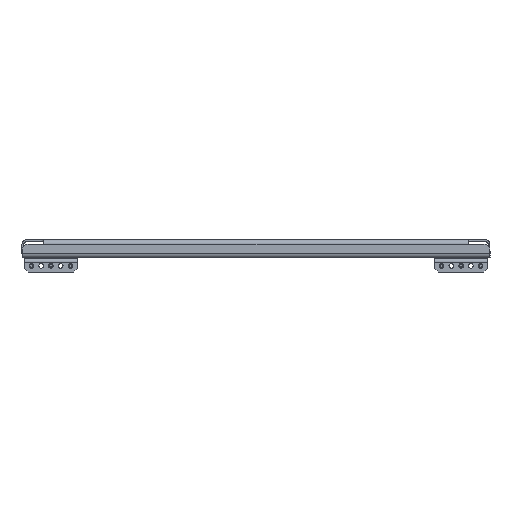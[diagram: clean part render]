
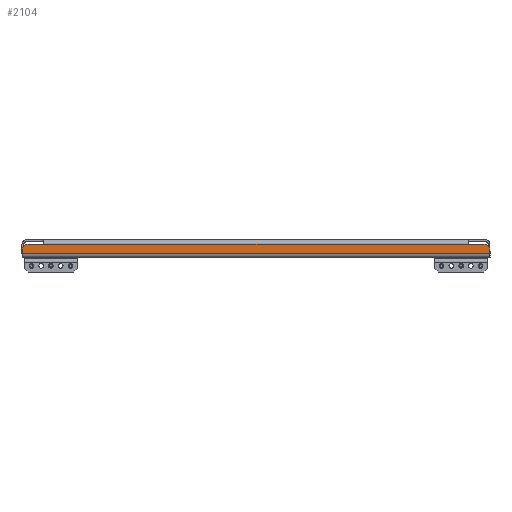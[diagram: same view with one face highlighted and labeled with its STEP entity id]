
A CAD part, left-side view. The second image highlights one B-rep face of the part: STEP entity #2104.
In plain terms, the highlighted planar face has unit normal (-1, 0, 0).
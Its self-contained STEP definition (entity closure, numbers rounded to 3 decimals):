
#189 = VERTEX_POINT ( 'NONE', #8633 ) ;
#239 = VECTOR ( 'NONE', #11385, 1000. ) ;
#579 = CARTESIAN_POINT ( 'NONE',  ( -349.5, 299.5, 0. ) ) ;
#660 = EDGE_CURVE ( 'NONE', #6847, #5326, #2340, .T. ) ;
#792 = EDGE_CURVE ( 'NONE', #8116, #5326, #2966, .T. ) ;
#948 = PLANE ( 'NONE',  #3798 ) ;
#1121 = CARTESIAN_POINT ( 'NONE',  ( -349.5, 271.5, -3. ) ) ;
#1294 = VECTOR ( 'NONE', #1991, 1000. ) ;
#1368 = VECTOR ( 'NONE', #10306, 1000. ) ;
#1456 = EDGE_LOOP ( 'NONE', ( #2842, #5228, #5861, #2148, #12828, #9009, #12936, #4943 ) ) ;
#1700 = VECTOR ( 'NONE', #3437, 1000. ) ;
#1954 = EDGE_CURVE ( 'NONE', #2246, #189, #5353, .T. ) ;
#1960 = VERTEX_POINT ( 'NONE', #11993 ) ;
#1991 = DIRECTION ( 'NONE',  ( 0., 0.707, -0.707 ) ) ;
#2104 = ADVANCED_FACE ( 'NONE', ( #9211 ), #948, .F. ) ;
#2148 = ORIENTED_EDGE ( 'NONE', *, *, #792, .T. ) ;
#2243 = CARTESIAN_POINT ( 'NONE',  ( -349.5, -299.5, -3. ) ) ;
#2246 = VERTEX_POINT ( 'NONE', #11744 ) ;
#2340 = LINE ( 'NONE', #2243, #1368 ) ;
#2842 = ORIENTED_EDGE ( 'NONE', *, *, #1954, .T. ) ;
#2966 = LINE ( 'NONE', #1121, #239 ) ;
#3437 = DIRECTION ( 'NONE',  ( 0., -1., 0. ) ) ;
#3595 = EDGE_CURVE ( 'NONE', #6847, #9033, #11232, .T. ) ;
#3605 = CARTESIAN_POINT ( 'NONE',  ( -349.5, -299.5, 0. ) ) ;
#3798 = AXIS2_PLACEMENT_3D ( 'NONE', #11300, #12287, #10361 ) ;
#4099 = EDGE_CURVE ( 'NONE', #9033, #1960, #9017, .T. ) ;
#4639 = CARTESIAN_POINT ( 'NONE',  ( -349.5, -299.5, -8. ) ) ;
#4943 = ORIENTED_EDGE ( 'NONE', *, *, #10106, .T. ) ;
#5228 = ORIENTED_EDGE ( 'NONE', *, *, #11847, .T. ) ;
#5326 = VERTEX_POINT ( 'NONE', #13247 ) ;
#5353 = LINE ( 'NONE', #3605, #5511 ) ;
#5511 = VECTOR ( 'NONE', #11852, 1000. ) ;
#5537 = VECTOR ( 'NONE', #11728, 1000. ) ;
#5816 = VECTOR ( 'NONE', #9714, 1000. ) ;
#5861 = ORIENTED_EDGE ( 'NONE', *, *, #10215, .F. ) ;
#6456 = CARTESIAN_POINT ( 'NONE',  ( -349.5, 299.5, -15. ) ) ;
#6680 = CARTESIAN_POINT ( 'NONE',  ( -349.5, -299.5, -3. ) ) ;
#6790 = LINE ( 'NONE', #4639, #5816 ) ;
#6847 = VERTEX_POINT ( 'NONE', #10481 ) ;
#6984 = CARTESIAN_POINT ( 'NONE',  ( -349.5, 299.5, -8. ) ) ;
#7139 = CARTESIAN_POINT ( 'NONE',  ( -349.5, 294.5, -3. ) ) ;
#8116 = VERTEX_POINT ( 'NONE', #8526 ) ;
#8526 = CARTESIAN_POINT ( 'NONE',  ( -349.5, -271.5, -3. ) ) ;
#8633 = CARTESIAN_POINT ( 'NONE',  ( -349.5, -299.5, -8. ) ) ;
#9009 = ORIENTED_EDGE ( 'NONE', *, *, #3595, .T. ) ;
#9017 = LINE ( 'NONE', #579, #11544 ) ;
#9033 = VERTEX_POINT ( 'NONE', #6984 ) ;
#9211 = FACE_OUTER_BOUND ( 'NONE', #1456, .T. ) ;
#9225 = VERTEX_POINT ( 'NONE', #9370 ) ;
#9370 = CARTESIAN_POINT ( 'NONE',  ( -349.5, -294.5, -3. ) ) ;
#9714 = DIRECTION ( 'NONE',  ( 0., 0.707, 0.707 ) ) ;
#10106 = EDGE_CURVE ( 'NONE', #1960, #2246, #10191, .T. ) ;
#10191 = LINE ( 'NONE', #6456, #1700 ) ;
#10215 = EDGE_CURVE ( 'NONE', #8116, #9225, #11635, .T. ) ;
#10306 = DIRECTION ( 'NONE',  ( 0., -1., 0. ) ) ;
#10361 = DIRECTION ( 'NONE',  ( 0., 0., -1. ) ) ;
#10481 = CARTESIAN_POINT ( 'NONE',  ( -349.5, 294.5, -3. ) ) ;
#10792 = DIRECTION ( 'NONE',  ( 0., 0., -1. ) ) ;
#11232 = LINE ( 'NONE', #7139, #1294 ) ;
#11300 = CARTESIAN_POINT ( 'NONE',  ( -349.5, 0., 0. ) ) ;
#11385 = DIRECTION ( 'NONE',  ( 0., 1., 0. ) ) ;
#11544 = VECTOR ( 'NONE', #10792, 1000. ) ;
#11635 = LINE ( 'NONE', #6680, #5537 ) ;
#11728 = DIRECTION ( 'NONE',  ( 0., -1., 0. ) ) ;
#11744 = CARTESIAN_POINT ( 'NONE',  ( -349.5, -299.5, -15. ) ) ;
#11847 = EDGE_CURVE ( 'NONE', #189, #9225, #6790, .T. ) ;
#11852 = DIRECTION ( 'NONE',  ( 0., 0., 1. ) ) ;
#11993 = CARTESIAN_POINT ( 'NONE',  ( -349.5, 299.5, -15. ) ) ;
#12287 = DIRECTION ( 'NONE',  ( 1., 0., 0. ) ) ;
#12828 = ORIENTED_EDGE ( 'NONE', *, *, #660, .F. ) ;
#12936 = ORIENTED_EDGE ( 'NONE', *, *, #4099, .T. ) ;
#13247 = CARTESIAN_POINT ( 'NONE',  ( -349.5, 271.5, -3. ) ) ;
